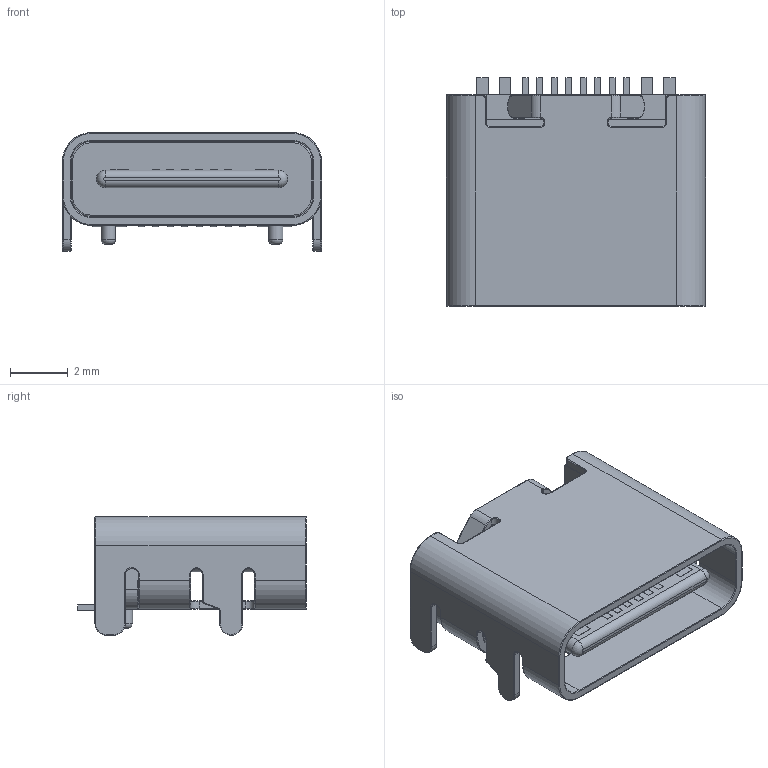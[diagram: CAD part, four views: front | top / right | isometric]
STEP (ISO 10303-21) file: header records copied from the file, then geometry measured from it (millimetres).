
FILE_DESCRIPTION(/* description */ ('STEP AP242','CAx-IF Rec.Pracs.---Representation and Presentation of Product Manufacturing Information (PMI)---4.0---2014-10-13','CAx-IF Rec.Pracs.---3D Tessellated Geometry---0.4---2014-09-14','2;1'),/* implementation_level */ '2;1');
FILE_NAME(/* name */ '673c14970316270ea49b2f9c',/* time_stamp */ '2024-11-19T04:31:19Z',/* author */ (''),/* organization */ (''),/* preprocessor_version */ 'ST-DEVELOPER v20',/* originating_system */ 'ONSHAPE BY PTC INC, 1.189',/* authorisation */ ' ');
FILE_SCHEMA (('AP242_MANAGED_MODEL_BASED_3D_ENGINEERING_MIM_LF { 1 0 10303 442 1 1 4 }'));
Length unit declared in the file: metre
Products named in the file (1): USB-C_SMD-TYPE-C-31-M-12
Bounding box: 8.94 x 7.9 x 4.1 mm (x, y, z)
Volume: 125.9 mm3; surface area: 381.8 mm2
Topology: 1 solids, 1 shells, 494 faces, 1188 edges, 712 vertices
Faces by surface type: plane 218, cylinder 172, torus 104
Full cylindrical faces by diameter (mm): 0.5 x2
Entity records: 15637 total; most frequent: DIRECTION 2600, CARTESIAN_POINT 2439, ORIENTED_EDGE 2368, EDGE_CURVE 1184, AXIS2_PLACEMENT_3D 937, LINE 726, VECTOR 726, VERTEX_POINT 712
